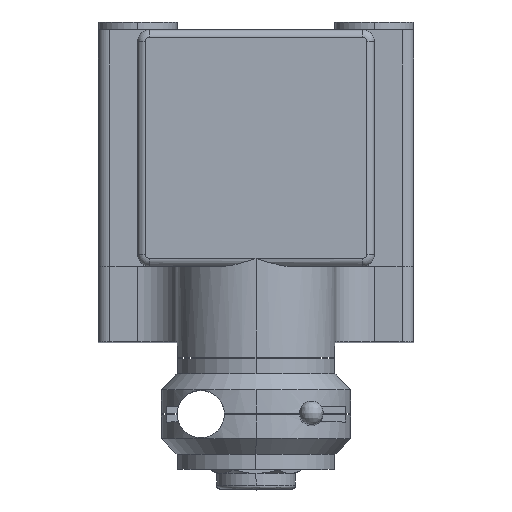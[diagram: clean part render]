
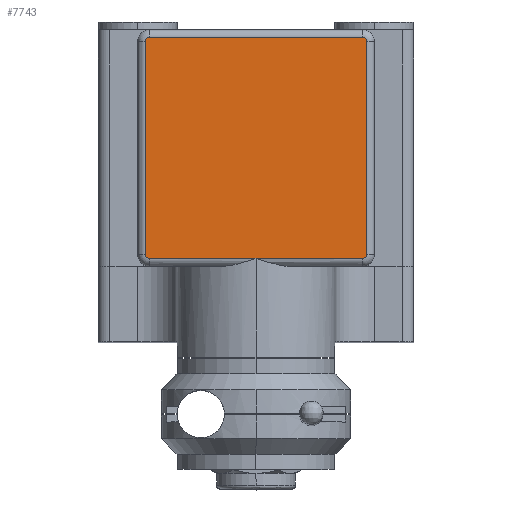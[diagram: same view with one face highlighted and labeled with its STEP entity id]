
A CAD part, top view. The second image highlights one B-rep face of the part: STEP entity #7743.
In plain terms, the highlighted planar face has unit normal (0, 0, 1).
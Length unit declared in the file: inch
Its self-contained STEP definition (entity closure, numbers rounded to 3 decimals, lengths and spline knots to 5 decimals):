
#133 = EDGE_CURVE ( 'NONE', #3494, #8664, #9773, .T. ) ;
#176 = CARTESIAN_POINT ( 'NONE',  ( -0.5315, -1.16142, 1.25984 ) ) ;
#218 = EDGE_CURVE ( 'NONE', #6016, #4456, #360, .T. ) ;
#239 = CARTESIAN_POINT ( 'NONE',  ( 0.55118, -1.16142, 1.25984 ) ) ;
#360 = LINE ( 'NONE', #4842, #2721 ) ;
#700 = EDGE_LOOP ( 'NONE', ( #3333, #7413, #2140, #10114, #9369, #9969, #8714, #8009, #4214 ) ) ;
#740 = AXIS2_PLACEMENT_3D ( 'NONE', #2273, #1772, #4967 ) ;
#824 = DIRECTION ( 'NONE',  ( 0., 1., 0. ) ) ;
#1024 = DIRECTION ( 'NONE',  ( 0., 0., 1. ) ) ;
#1120 = EDGE_CURVE ( 'NONE', #3581, #9664, #8342, .T. ) ;
#1141 = CARTESIAN_POINT ( 'NONE',  ( -0.55118, -1.16142, 1.25984 ) ) ;
#1343 = CIRCLE ( 'NONE', #740, 0.01969 ) ;
#1623 = CARTESIAN_POINT ( 'NONE',  ( 0.5315, -0.09843, 1.25984 ) ) ;
#1772 = DIRECTION ( 'NONE',  ( 0., 0., 1. ) ) ;
#1781 = LINE ( 'NONE', #3623, #5293 ) ;
#2003 = EDGE_CURVE ( 'NONE', #8664, #4226, #9403, .T. ) ;
#2041 = CARTESIAN_POINT ( 'NONE',  ( 0.55118, -0.09843, 1.25984 ) ) ;
#2140 = ORIENTED_EDGE ( 'NONE', *, *, #10030, .T. ) ;
#2146 = AXIS2_PLACEMENT_3D ( 'NONE', #5825, #1024, #6611 ) ;
#2149 = FACE_OUTER_BOUND ( 'NONE', #700, .T. ) ;
#2273 = CARTESIAN_POINT ( 'NONE',  ( 0.5315, -1.16142, 1.25984 ) ) ;
#2403 = DIRECTION ( 'NONE',  ( 1., 0., 0. ) ) ;
#2721 = VECTOR ( 'NONE', #7220, 39.37008 ) ;
#3014 = EDGE_CURVE ( 'NONE', #5793, #3494, #8458, .T. ) ;
#3213 = EDGE_CURVE ( 'NONE', #9737, #3581, #6964, .T. ) ;
#3333 = ORIENTED_EDGE ( 'NONE', *, *, #3988, .T. ) ;
#3494 = VERTEX_POINT ( 'NONE', #7490 ) ;
#3581 = VERTEX_POINT ( 'NONE', #2041 ) ;
#3615 = EDGE_CURVE ( 'NONE', #9664, #5793, #1781, .T. ) ;
#3623 = CARTESIAN_POINT ( 'NONE',  ( 0., -0.07874, 1.25984 ) ) ;
#3988 = EDGE_CURVE ( 'NONE', #4226, #6016, #5666, .T. ) ;
#4214 = ORIENTED_EDGE ( 'NONE', *, *, #2003, .T. ) ;
#4226 = VERTEX_POINT ( 'NONE', #8171 ) ;
#4456 = VERTEX_POINT ( 'NONE', #4618 ) ;
#4593 = DIRECTION ( 'NONE',  ( 1., 0., 0. ) ) ;
#4618 = CARTESIAN_POINT ( 'NONE',  ( 0.5315, -1.1811, 1.25984 ) ) ;
#4842 = CARTESIAN_POINT ( 'NONE',  ( 0., -1.1811, 1.25984 ) ) ;
#4906 = CARTESIAN_POINT ( 'NONE',  ( -0.5315, -0.07874, 1.25984 ) ) ;
#4913 = VECTOR ( 'NONE', #4593, 39.37008 ) ;
#4920 = AXIS2_PLACEMENT_3D ( 'NONE', #7703, #7012, #5394 ) ;
#4967 = DIRECTION ( 'NONE',  ( 0., -1., 0. ) ) ;
#5089 = PLANE ( 'NONE',  #2146 ) ;
#5293 = VECTOR ( 'NONE', #9147, 39.37008 ) ;
#5394 = DIRECTION ( 'NONE',  ( 1., 0., 0. ) ) ;
#5637 = DIRECTION ( 'NONE',  ( 0., -1., 0. ) ) ;
#5666 = LINE ( 'NONE', #10249, #4913 ) ;
#5793 = VERTEX_POINT ( 'NONE', #4906 ) ;
#5825 = CARTESIAN_POINT ( 'NONE',  ( 0., -0.62992, 1.25984 ) ) ;
#5858 = VECTOR ( 'NONE', #824, 39.37008 ) ;
#5899 = DIRECTION ( 'NONE',  ( 0., 0., 1. ) ) ;
#6016 = VERTEX_POINT ( 'NONE', #9518 ) ;
#6351 = AXIS2_PLACEMENT_3D ( 'NONE', #1623, #6379, #2403 ) ;
#6372 = CARTESIAN_POINT ( 'NONE',  ( -0.55118, -0.62992, 1.25984 ) ) ;
#6379 = DIRECTION ( 'NONE',  ( 0., 0., 1. ) ) ;
#6611 = DIRECTION ( 'NONE',  ( 1., 0., 0. ) ) ;
#6964 = LINE ( 'NONE', #10268, #5858 ) ;
#7012 = DIRECTION ( 'NONE',  ( 0., 0., 1. ) ) ;
#7220 = DIRECTION ( 'NONE',  ( 1., 0., 0. ) ) ;
#7413 = ORIENTED_EDGE ( 'NONE', *, *, #218, .T. ) ;
#7490 = CARTESIAN_POINT ( 'NONE',  ( -0.55118, -0.09843, 1.25984 ) ) ;
#7703 = CARTESIAN_POINT ( 'NONE',  ( -0.5315, -0.09843, 1.25984 ) ) ;
#7743 = ADVANCED_FACE ( 'NONE', ( #2149 ), #5089, .T. ) ;
#8009 = ORIENTED_EDGE ( 'NONE', *, *, #133, .T. ) ;
#8171 = CARTESIAN_POINT ( 'NONE',  ( -0.5315, -1.1811, 1.25984 ) ) ;
#8342 = CIRCLE ( 'NONE', #6351, 0.01969 ) ;
#8458 = CIRCLE ( 'NONE', #4920, 0.01969 ) ;
#8664 = VERTEX_POINT ( 'NONE', #1141 ) ;
#8714 = ORIENTED_EDGE ( 'NONE', *, *, #3014, .T. ) ;
#9147 = DIRECTION ( 'NONE',  ( -1., 0., 0. ) ) ;
#9369 = ORIENTED_EDGE ( 'NONE', *, *, #1120, .T. ) ;
#9403 = CIRCLE ( 'NONE', #10083, 0.01969 ) ;
#9518 = CARTESIAN_POINT ( 'NONE',  ( 0., -1.1811, 1.25984 ) ) ;
#9605 = DIRECTION ( 'NONE',  ( 1., 0., 0. ) ) ;
#9664 = VERTEX_POINT ( 'NONE', #9687 ) ;
#9687 = CARTESIAN_POINT ( 'NONE',  ( 0.5315, -0.07874, 1.25984 ) ) ;
#9737 = VERTEX_POINT ( 'NONE', #239 ) ;
#9773 = LINE ( 'NONE', #6372, #9903 ) ;
#9903 = VECTOR ( 'NONE', #5637, 39.37008 ) ;
#9969 = ORIENTED_EDGE ( 'NONE', *, *, #3615, .T. ) ;
#10030 = EDGE_CURVE ( 'NONE', #4456, #9737, #1343, .T. ) ;
#10083 = AXIS2_PLACEMENT_3D ( 'NONE', #176, #5899, #9605 ) ;
#10114 = ORIENTED_EDGE ( 'NONE', *, *, #3213, .T. ) ;
#10249 = CARTESIAN_POINT ( 'NONE',  ( 0., -1.1811, 1.25984 ) ) ;
#10268 = CARTESIAN_POINT ( 'NONE',  ( 0.55118, -0.62992, 1.25984 ) ) ;
